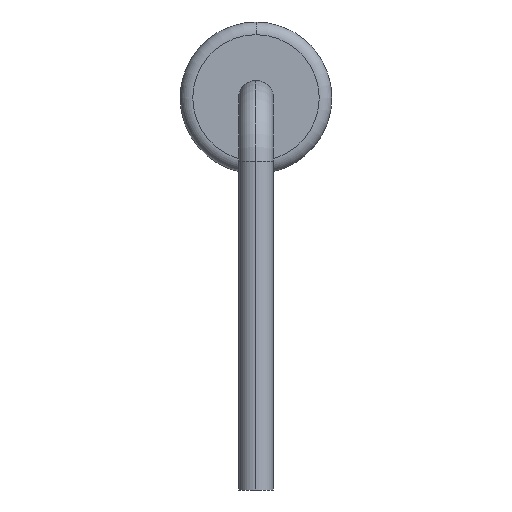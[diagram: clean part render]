
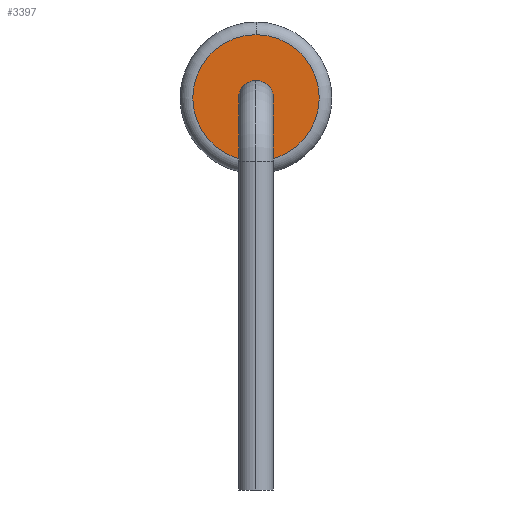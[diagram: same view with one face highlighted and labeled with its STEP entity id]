
A CAD part, left-side view. The second image highlights one B-rep face of the part: STEP entity #3397.
In plain terms, the highlighted planar face has unit normal (-1, 0, 0).
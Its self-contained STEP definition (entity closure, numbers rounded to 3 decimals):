
#937 = ORIENTED_EDGE ( 'NONE', *, *, #5154, .F. ) ;
#963 = AXIS2_PLACEMENT_3D ( 'NONE', #8369, #9699, #6003 ) ;
#1128 = FACE_OUTER_BOUND ( 'NONE', #9450, .T. ) ;
#1203 = ORIENTED_EDGE ( 'NONE', *, *, #8033, .F. ) ;
#1458 = DIRECTION ( 'NONE',  ( 0., 0., 1. ) ) ;
#1603 = EDGE_CURVE ( 'NONE', #8430, #1966, #5614, .T. ) ;
#1836 = DIRECTION ( 'NONE',  ( -1., 0., 0. ) ) ;
#1933 = DIRECTION ( 'NONE',  ( 1., 0., 0. ) ) ;
#1966 = VERTEX_POINT ( 'NONE', #8777 ) ;
#2535 = CARTESIAN_POINT ( 'NONE',  ( -3.15, 0., 1.2 ) ) ;
#2612 = ORIENTED_EDGE ( 'NONE', *, *, #1603, .T. ) ;
#3023 = VERTEX_POINT ( 'NONE', #8652 ) ;
#3174 = DIRECTION ( 'NONE',  ( -1., 0., 0. ) ) ;
#3395 = VERTEX_POINT ( 'NONE', #7981 ) ;
#3397 = ADVANCED_FACE ( 'NONE', ( #4887, #1128 ), #4937, .F. ) ;
#3644 = CIRCLE ( 'NONE', #8042, 1. ) ;
#3687 = DIRECTION ( 'NONE',  ( -1., 0., 0. ) ) ;
#3801 = ORIENTED_EDGE ( 'NONE', *, *, #9529, .T. ) ;
#4076 = AXIS2_PLACEMENT_3D ( 'NONE', #9141, #3174, #7652 ) ;
#4242 = CIRCLE ( 'NONE', #4076, 0.275 ) ;
#4887 = FACE_BOUND ( 'NONE', #5956, .T. ) ;
#4937 = PLANE ( 'NONE',  #7662 ) ;
#5154 = EDGE_CURVE ( 'NONE', #3023, #3395, #4242, .T. ) ;
#5614 = CIRCLE ( 'NONE', #8136, 1. ) ;
#5956 = EDGE_LOOP ( 'NONE', ( #937, #1203 ) ) ;
#6003 = DIRECTION ( 'NONE',  ( 0., 0., -1. ) ) ;
#7425 = CARTESIAN_POINT ( 'NONE',  ( -3.15, 0., 2.2 ) ) ;
#7525 = CARTESIAN_POINT ( 'NONE',  ( -3.15, 0., 1.2 ) ) ;
#7652 = DIRECTION ( 'NONE',  ( 0., 0., -1. ) ) ;
#7662 = AXIS2_PLACEMENT_3D ( 'NONE', #9412, #1933, #8575 ) ;
#7852 = DIRECTION ( 'NONE',  ( 0., 0., 1. ) ) ;
#7981 = CARTESIAN_POINT ( 'NONE',  ( -3.15, 0., 0.925 ) ) ;
#8033 = EDGE_CURVE ( 'NONE', #3395, #3023, #9622, .T. ) ;
#8042 = AXIS2_PLACEMENT_3D ( 'NONE', #7525, #3687, #1458 ) ;
#8136 = AXIS2_PLACEMENT_3D ( 'NONE', #2535, #1836, #7852 ) ;
#8369 = CARTESIAN_POINT ( 'NONE',  ( -3.15, 0., 1.2 ) ) ;
#8430 = VERTEX_POINT ( 'NONE', #7425 ) ;
#8575 = DIRECTION ( 'NONE',  ( 0., 1., 0. ) ) ;
#8652 = CARTESIAN_POINT ( 'NONE',  ( -3.15, 0., 1.475 ) ) ;
#8777 = CARTESIAN_POINT ( 'NONE',  ( -3.15, 0., 0.2 ) ) ;
#9141 = CARTESIAN_POINT ( 'NONE',  ( -3.15, 0., 1.2 ) ) ;
#9412 = CARTESIAN_POINT ( 'NONE',  ( -3.15, 0., 1.2 ) ) ;
#9450 = EDGE_LOOP ( 'NONE', ( #2612, #3801 ) ) ;
#9529 = EDGE_CURVE ( 'NONE', #1966, #8430, #3644, .T. ) ;
#9622 = CIRCLE ( 'NONE', #963, 0.275 ) ;
#9699 = DIRECTION ( 'NONE',  ( -1., 0., 0. ) ) ;
